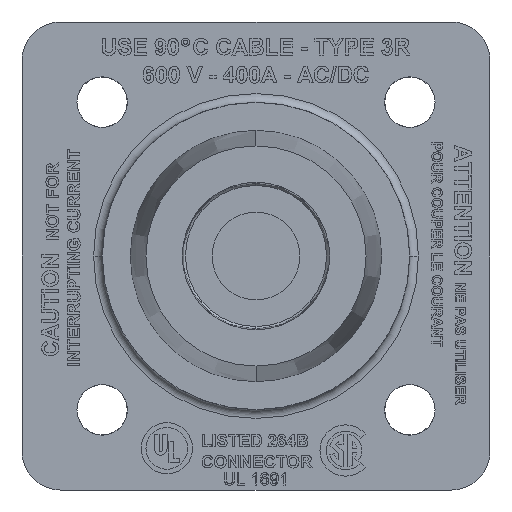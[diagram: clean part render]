
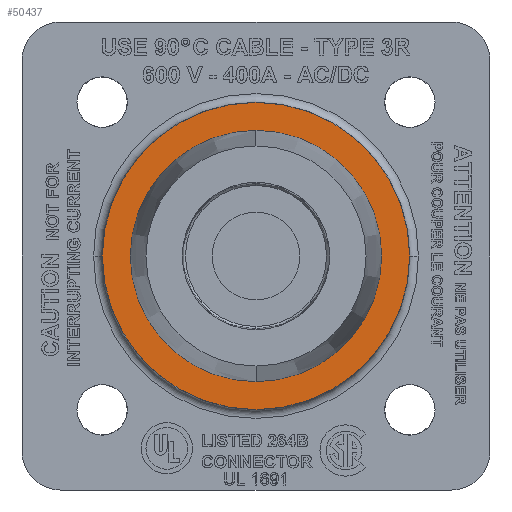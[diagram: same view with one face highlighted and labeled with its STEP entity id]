
A CAD part, left-side view. The second image highlights one B-rep face of the part: STEP entity #50437.
In plain terms, the highlighted planar face has unit normal (-1, 0, 0).
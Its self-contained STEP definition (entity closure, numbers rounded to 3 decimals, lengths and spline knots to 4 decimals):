
#1769 = AXIS2_PLACEMENT_3D ( 'NONE', #56694, #48613, #36213 ) ;
#3670 = PLANE ( 'NONE',  #1769 ) ;
#6544 = EDGE_CURVE ( 'NONE', #19867, #84178, #27729, .T. ) ;
#9936 = EDGE_LOOP ( 'NONE', ( #15602, #55193 ) ) ;
#10121 = FACE_OUTER_BOUND ( 'NONE', #9936, .T. ) ;
#10313 = DIRECTION ( 'NONE',  ( 0., 0., -1. ) ) ;
#15602 = ORIENTED_EDGE ( 'NONE', *, *, #68520, .T. ) ;
#16540 = FACE_BOUND ( 'NONE', #77254, .T. ) ;
#19331 = DIRECTION ( 'NONE',  ( -1., 0., 0. ) ) ;
#19769 = CARTESIAN_POINT ( 'NONE',  ( -1.147, 0., 0. ) ) ;
#19867 = VERTEX_POINT ( 'NONE', #47577 ) ;
#19915 = DIRECTION ( 'NONE',  ( -1., 0., 0. ) ) ;
#21260 = VERTEX_POINT ( 'NONE', #58737 ) ;
#25052 = VERTEX_POINT ( 'NONE', #55273 ) ;
#27729 = CIRCLE ( 'NONE', #75503, 0.7489 ) ;
#29666 = ORIENTED_EDGE ( 'NONE', *, *, #67103, .F. ) ;
#31189 = ORIENTED_EDGE ( 'NONE', *, *, #77870, .F. ) ;
#36213 = DIRECTION ( 'NONE',  ( 0., 0., 1. ) ) ;
#36329 = AXIS2_PLACEMENT_3D ( 'NONE', #19769, #19331, #44559 ) ;
#36823 = DIRECTION ( 'NONE',  ( -1., 0., 0. ) ) ;
#38275 = AXIS2_PLACEMENT_3D ( 'NONE', #63733, #36823, #10313 ) ;
#40034 = CIRCLE ( 'NONE', #71374, 0.7489 ) ;
#44559 = DIRECTION ( 'NONE',  ( 0., 0., -1. ) ) ;
#47021 = DIRECTION ( 'NONE',  ( 0., 0., 1. ) ) ;
#47577 = CARTESIAN_POINT ( 'NONE',  ( -1.147, -0.7489, 0. ) ) ;
#48613 = DIRECTION ( 'NONE',  ( 1., 0., 0. ) ) ;
#50437 = ADVANCED_FACE ( 'NONE', ( #16540, #10121 ), #3670, .F. ) ;
#53841 = DIRECTION ( 'NONE',  ( -1., 0., 0. ) ) ;
#55193 = ORIENTED_EDGE ( 'NONE', *, *, #6544, .T. ) ;
#55273 = CARTESIAN_POINT ( 'NONE',  ( -1.147, 0., 0.6124 ) ) ;
#56694 = CARTESIAN_POINT ( 'NONE',  ( -1.147, 0., 0.75 ) ) ;
#58170 = CIRCLE ( 'NONE', #36329, 0.6124 ) ;
#58378 = DIRECTION ( 'NONE',  ( 0., 0., 1. ) ) ;
#58737 = CARTESIAN_POINT ( 'NONE',  ( -1.147, 0., -0.6124 ) ) ;
#60251 = CARTESIAN_POINT ( 'NONE',  ( -1.147, 0., 0. ) ) ;
#63733 = CARTESIAN_POINT ( 'NONE',  ( -1.147, 0., 0. ) ) ;
#67103 = EDGE_CURVE ( 'NONE', #25052, #21260, #58170, .T. ) ;
#68520 = EDGE_CURVE ( 'NONE', #84178, #19867, #40034, .T. ) ;
#71374 = AXIS2_PLACEMENT_3D ( 'NONE', #60251, #53841, #47021 ) ;
#72924 = CARTESIAN_POINT ( 'NONE',  ( -1.147, 0., 0. ) ) ;
#74386 = CARTESIAN_POINT ( 'NONE',  ( -1.147, 0.7489, 0. ) ) ;
#75503 = AXIS2_PLACEMENT_3D ( 'NONE', #72924, #19915, #58378 ) ;
#77254 = EDGE_LOOP ( 'NONE', ( #29666, #31189 ) ) ;
#77870 = EDGE_CURVE ( 'NONE', #21260, #25052, #83317, .T. ) ;
#83317 = CIRCLE ( 'NONE', #38275, 0.6124 ) ;
#84178 = VERTEX_POINT ( 'NONE', #74386 ) ;
